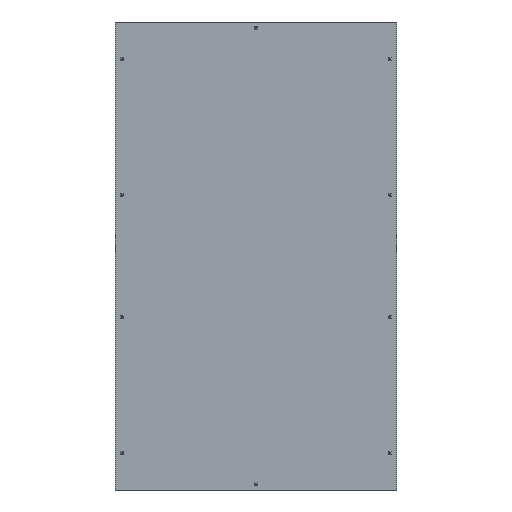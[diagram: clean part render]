
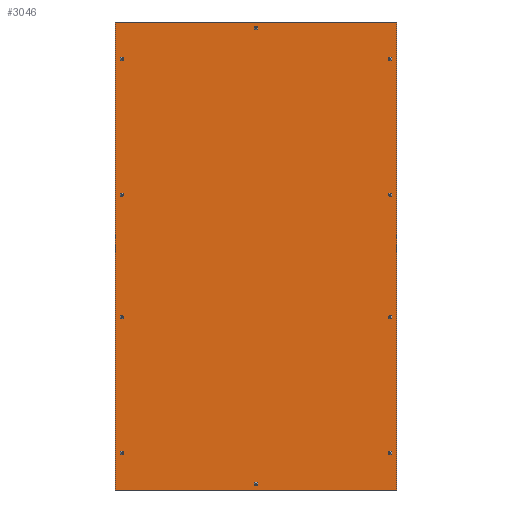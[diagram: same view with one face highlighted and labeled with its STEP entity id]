
A CAD part, left-side view. The second image highlights one B-rep face of the part: STEP entity #3046.
In plain terms, the highlighted planar face has unit normal (-1, 0, 0).
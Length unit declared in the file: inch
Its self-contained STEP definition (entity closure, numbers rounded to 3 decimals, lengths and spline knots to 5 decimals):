
#26 = DIRECTION ( 'NONE',  ( 1., 0., 0. ) ) ;
#61 = DIRECTION ( 'NONE',  ( 0., -1., 0. ) ) ;
#132 = CARTESIAN_POINT ( 'NONE',  ( -0.05906, 22.22441, 10.23622 ) ) ;
#268 = ORIENTED_EDGE ( 'NONE', *, *, #6043, .T. ) ;
#496 = DIRECTION ( 'NONE',  ( 0., 0., -1. ) ) ;
#566 = AXIS2_PLACEMENT_3D ( 'NONE', #11823, #1745, #2761 ) ;
#727 = CARTESIAN_POINT ( 'NONE',  ( -0.05906, -22.57874, -10.23622 ) ) ;
#795 = VERTEX_POINT ( 'NONE', #12978 ) ;
#838 = CARTESIAN_POINT ( 'NONE',  ( -0.05906, -23.48425, 39.05512 ) ) ;
#1010 = CIRCLE ( 'NONE', #8782, 0.17717 ) ;
#1066 = EDGE_LOOP ( 'NONE', ( #1732 ) ) ;
#1083 = CARTESIAN_POINT ( 'NONE',  ( -0.05906, 0., 38.01181 ) ) ;
#1084 = CARTESIAN_POINT ( 'NONE',  ( -0.05906, 22.40157, -10.23622 ) ) ;
#1428 = AXIS2_PLACEMENT_3D ( 'NONE', #1083, #8178, #8246 ) ;
#1531 = DIRECTION ( 'NONE',  ( 0., -1., 0. ) ) ;
#1590 = CARTESIAN_POINT ( 'NONE',  ( -0.05906, -23.48425, 0. ) ) ;
#1645 = CIRCLE ( 'NONE', #12440, 0.17717 ) ;
#1732 = ORIENTED_EDGE ( 'NONE', *, *, #2459, .T. ) ;
#1745 = DIRECTION ( 'NONE',  ( 1., 0., 0. ) ) ;
#1823 = FACE_BOUND ( 'NONE', #2565, .T. ) ;
#1862 = EDGE_CURVE ( 'NONE', #3045, #3045, #9591, .T. ) ;
#1903 = FACE_BOUND ( 'NONE', #7288, .T. ) ;
#2044 = DIRECTION ( 'NONE',  ( 1., 0., 0. ) ) ;
#2109 = LINE ( 'NONE', #10364, #8963 ) ;
#2170 = CARTESIAN_POINT ( 'NONE',  ( -0.05906, -22.57874, 32.87402 ) ) ;
#2459 = EDGE_CURVE ( 'NONE', #8252, #8252, #9389, .T. ) ;
#2469 = AXIS2_PLACEMENT_3D ( 'NONE', #4956, #2044, #12115 ) ;
#2565 = EDGE_LOOP ( 'NONE', ( #9733 ) ) ;
#2685 = VERTEX_POINT ( 'NONE', #10941 ) ;
#2761 = DIRECTION ( 'NONE',  ( 0., -1., 0. ) ) ;
#2793 = VERTEX_POINT ( 'NONE', #8677 ) ;
#2825 = CARTESIAN_POINT ( 'NONE',  ( -0.05906, -23.48425, -39.05512 ) ) ;
#2909 = FACE_BOUND ( 'NONE', #1066, .T. ) ;
#2973 = EDGE_LOOP ( 'NONE', ( #10614 ) ) ;
#3045 = VERTEX_POINT ( 'NONE', #6093 ) ;
#3046 = ADVANCED_FACE ( 'NONE', ( #12103, #3986, #2909, #13331, #5072, #5894, #1903, #7920, #6035, #1823, #4063 ), #6971, .T. ) ;
#3079 = CARTESIAN_POINT ( 'NONE',  ( -0.05906, -22.40157, 10.23622 ) ) ;
#3104 = EDGE_LOOP ( 'NONE', ( #9657 ) ) ;
#3129 = CARTESIAN_POINT ( 'NONE',  ( -0.05906, -22.40157, -10.23622 ) ) ;
#3203 = EDGE_CURVE ( 'NONE', #12304, #4109, #2109, .T. ) ;
#3359 = DIRECTION ( 'NONE',  ( 0., 1., 0. ) ) ;
#3428 = EDGE_LOOP ( 'NONE', ( #9849 ) ) ;
#3704 = VERTEX_POINT ( 'NONE', #5815 ) ;
#3986 = FACE_BOUND ( 'NONE', #10088, .T. ) ;
#4020 = VECTOR ( 'NONE', #7686, 39.37008 ) ;
#4063 = FACE_OUTER_BOUND ( 'NONE', #8244, .T. ) ;
#4109 = VERTEX_POINT ( 'NONE', #2825 ) ;
#4140 = EDGE_LOOP ( 'NONE', ( #10302 ) ) ;
#4159 = EDGE_CURVE ( 'NONE', #10419, #10419, #7699, .T. ) ;
#4284 = CIRCLE ( 'NONE', #12040, 0.17717 ) ;
#4625 = EDGE_CURVE ( 'NONE', #4109, #12248, #8761, .T. ) ;
#4688 = CARTESIAN_POINT ( 'NONE',  ( -0.05906, 23.48425, 0. ) ) ;
#4956 = CARTESIAN_POINT ( 'NONE',  ( -0.05906, -22.40157, 32.87402 ) ) ;
#5036 = EDGE_CURVE ( 'NONE', #2793, #12304, #11398, .T. ) ;
#5072 = FACE_BOUND ( 'NONE', #11129, .T. ) ;
#5090 = DIRECTION ( 'NONE',  ( 0., -1., 0. ) ) ;
#5272 = DIRECTION ( 'NONE',  ( 1., 0., 0. ) ) ;
#5344 = DIRECTION ( 'NONE',  ( 1., 0., 0. ) ) ;
#5490 = AXIS2_PLACEMENT_3D ( 'NONE', #6682, #7955, #9980 ) ;
#5554 = CIRCLE ( 'NONE', #1428, 0.17717 ) ;
#5569 = ORIENTED_EDGE ( 'NONE', *, *, #1862, .T. ) ;
#5571 = AXIS2_PLACEMENT_3D ( 'NONE', #3129, #26, #5090 ) ;
#5815 = CARTESIAN_POINT ( 'NONE',  ( -0.05906, -0.17717, 38.01181 ) ) ;
#5894 = FACE_BOUND ( 'NONE', #4140, .T. ) ;
#5989 = DIRECTION ( 'NONE',  ( 1., 0., 0. ) ) ;
#6035 = FACE_BOUND ( 'NONE', #2973, .T. ) ;
#6043 = EDGE_CURVE ( 'NONE', #12248, #2793, #8503, .T. ) ;
#6093 = CARTESIAN_POINT ( 'NONE',  ( -0.05906, 22.22441, -32.87402 ) ) ;
#6175 = EDGE_CURVE ( 'NONE', #11694, #11694, #4284, .T. ) ;
#6682 = CARTESIAN_POINT ( 'NONE',  ( -0.05906, 22.40157, -32.87402 ) ) ;
#6854 = VECTOR ( 'NONE', #3359, 39.37008 ) ;
#6935 = CARTESIAN_POINT ( 'NONE',  ( -0.05906, 22.40157, 32.87402 ) ) ;
#6971 = PLANE ( 'NONE',  #9178 ) ;
#7015 = CARTESIAN_POINT ( 'NONE',  ( -0.05906, -22.57874, 10.23622 ) ) ;
#7244 = DIRECTION ( 'NONE',  ( 0., -1., 0. ) ) ;
#7288 = EDGE_LOOP ( 'NONE', ( #8456 ) ) ;
#7650 = ORIENTED_EDGE ( 'NONE', *, *, #4159, .T. ) ;
#7686 = DIRECTION ( 'NONE',  ( 0., 0., 1. ) ) ;
#7698 = CIRCLE ( 'NONE', #9425, 0.17717 ) ;
#7699 = CIRCLE ( 'NONE', #566, 0.17717 ) ;
#7774 = VERTEX_POINT ( 'NONE', #7015 ) ;
#7920 = FACE_BOUND ( 'NONE', #3104, .T. ) ;
#7955 = DIRECTION ( 'NONE',  ( 1., 0., 0. ) ) ;
#8178 = DIRECTION ( 'NONE',  ( 1., 0., 0. ) ) ;
#8196 = DIRECTION ( 'NONE',  ( -1., 0., 0. ) ) ;
#8244 = EDGE_LOOP ( 'NONE', ( #10769, #268, #10563, #11861 ) ) ;
#8246 = DIRECTION ( 'NONE',  ( 0., -1., 0. ) ) ;
#8252 = VERTEX_POINT ( 'NONE', #2170 ) ;
#8456 = ORIENTED_EDGE ( 'NONE', *, *, #6175, .T. ) ;
#8503 = LINE ( 'NONE', #10533, #6854 ) ;
#8583 = CIRCLE ( 'NONE', #11798, 0.17717 ) ;
#8664 = CARTESIAN_POINT ( 'NONE',  ( -0.05906, -22.57874, -32.87402 ) ) ;
#8677 = CARTESIAN_POINT ( 'NONE',  ( -0.05906, 23.48425, 39.05512 ) ) ;
#8757 = CARTESIAN_POINT ( 'NONE',  ( -0.05906, -22.40157, -32.87402 ) ) ;
#8761 = LINE ( 'NONE', #1590, #4020 ) ;
#8782 = AXIS2_PLACEMENT_3D ( 'NONE', #1084, #5272, #61 ) ;
#8963 = VECTOR ( 'NONE', #7244, 39.37008 ) ;
#9052 = VERTEX_POINT ( 'NONE', #13176 ) ;
#9178 = AXIS2_PLACEMENT_3D ( 'NONE', #11087, #8196, #12312 ) ;
#9389 = CIRCLE ( 'NONE', #2469, 0.17717 ) ;
#9425 = AXIS2_PLACEMENT_3D ( 'NONE', #6935, #5989, #11930 ) ;
#9513 = EDGE_CURVE ( 'NONE', #3704, #3704, #5554, .T. ) ;
#9570 = ORIENTED_EDGE ( 'NONE', *, *, #10512, .T. ) ;
#9591 = CIRCLE ( 'NONE', #5490, 0.17717 ) ;
#9657 = ORIENTED_EDGE ( 'NONE', *, *, #12146, .T. ) ;
#9671 = CIRCLE ( 'NONE', #5571, 0.17717 ) ;
#9733 = ORIENTED_EDGE ( 'NONE', *, *, #9513, .T. ) ;
#9849 = ORIENTED_EDGE ( 'NONE', *, *, #10868, .T. ) ;
#9873 = CARTESIAN_POINT ( 'NONE',  ( -0.05906, 23.48425, -39.05512 ) ) ;
#9980 = DIRECTION ( 'NONE',  ( 0., -1., 0. ) ) ;
#10088 = EDGE_LOOP ( 'NONE', ( #7650 ) ) ;
#10267 = CARTESIAN_POINT ( 'NONE',  ( -0.05906, 0., -38.01181 ) ) ;
#10302 = ORIENTED_EDGE ( 'NONE', *, *, #12765, .T. ) ;
#10364 = CARTESIAN_POINT ( 'NONE',  ( -0.05906, 0., -39.05512 ) ) ;
#10419 = VERTEX_POINT ( 'NONE', #132 ) ;
#10450 = DIRECTION ( 'NONE',  ( 0., -1., 0. ) ) ;
#10475 = DIRECTION ( 'NONE',  ( 0., -1., 0. ) ) ;
#10512 = EDGE_CURVE ( 'NONE', #7774, #7774, #1645, .T. ) ;
#10533 = CARTESIAN_POINT ( 'NONE',  ( -0.05906, 0., 39.05512 ) ) ;
#10563 = ORIENTED_EDGE ( 'NONE', *, *, #5036, .T. ) ;
#10614 = ORIENTED_EDGE ( 'NONE', *, *, #12664, .T. ) ;
#10769 = ORIENTED_EDGE ( 'NONE', *, *, #4625, .T. ) ;
#10868 = EDGE_CURVE ( 'NONE', #2685, #2685, #7698, .T. ) ;
#10935 = VECTOR ( 'NONE', #496, 39.37008 ) ;
#10941 = CARTESIAN_POINT ( 'NONE',  ( -0.05906, 22.22441, 32.87402 ) ) ;
#11069 = VERTEX_POINT ( 'NONE', #727 ) ;
#11087 = CARTESIAN_POINT ( 'NONE',  ( -0.05906, 0., 0. ) ) ;
#11129 = EDGE_LOOP ( 'NONE', ( #5569 ) ) ;
#11324 = DIRECTION ( 'NONE',  ( 1., 0., 0. ) ) ;
#11398 = LINE ( 'NONE', #4688, #10935 ) ;
#11694 = VERTEX_POINT ( 'NONE', #8664 ) ;
#11798 = AXIS2_PLACEMENT_3D ( 'NONE', #10267, #5344, #10475 ) ;
#11823 = CARTESIAN_POINT ( 'NONE',  ( -0.05906, 22.40157, 10.23622 ) ) ;
#11861 = ORIENTED_EDGE ( 'NONE', *, *, #3203, .T. ) ;
#11930 = DIRECTION ( 'NONE',  ( 0., -1., 0. ) ) ;
#12040 = AXIS2_PLACEMENT_3D ( 'NONE', #8757, #12889, #1531 ) ;
#12103 = FACE_BOUND ( 'NONE', #3428, .T. ) ;
#12115 = DIRECTION ( 'NONE',  ( 0., -1., 0. ) ) ;
#12146 = EDGE_CURVE ( 'NONE', #11069, #11069, #9671, .T. ) ;
#12248 = VERTEX_POINT ( 'NONE', #838 ) ;
#12304 = VERTEX_POINT ( 'NONE', #9873 ) ;
#12312 = DIRECTION ( 'NONE',  ( 0., -1., 0. ) ) ;
#12440 = AXIS2_PLACEMENT_3D ( 'NONE', #3079, #11324, #10450 ) ;
#12664 = EDGE_CURVE ( 'NONE', #795, #795, #8583, .T. ) ;
#12760 = EDGE_LOOP ( 'NONE', ( #9570 ) ) ;
#12765 = EDGE_CURVE ( 'NONE', #9052, #9052, #1010, .T. ) ;
#12889 = DIRECTION ( 'NONE',  ( 1., 0., 0. ) ) ;
#12978 = CARTESIAN_POINT ( 'NONE',  ( -0.05906, -0.17717, -38.01181 ) ) ;
#13176 = CARTESIAN_POINT ( 'NONE',  ( -0.05906, 22.22441, -10.23622 ) ) ;
#13331 = FACE_BOUND ( 'NONE', #12760, .T. ) ;
